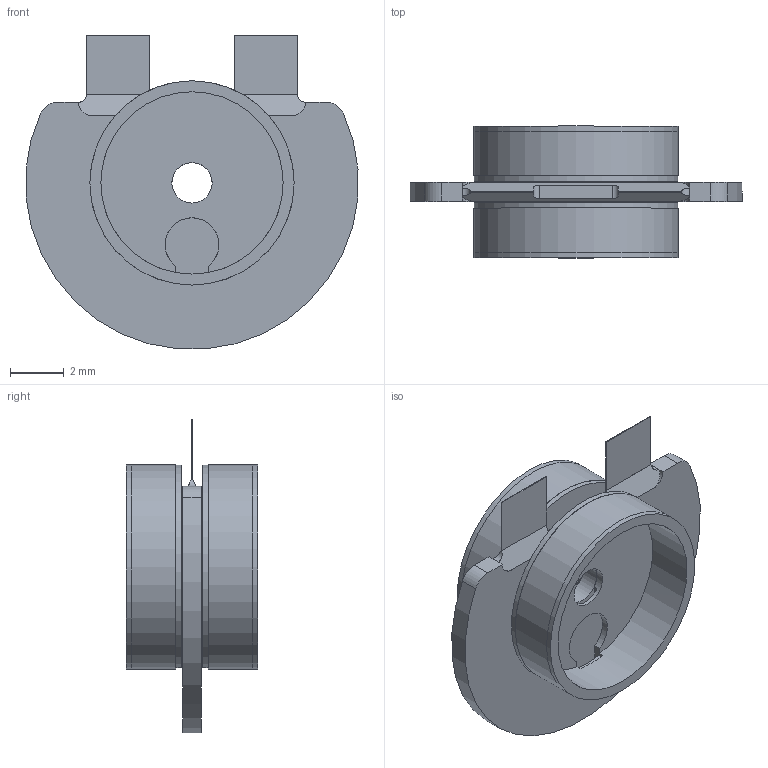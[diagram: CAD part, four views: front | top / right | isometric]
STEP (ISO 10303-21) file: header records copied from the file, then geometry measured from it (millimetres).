
FILE_DESCRIPTION(/* description */ (''),/* implementation_level */ '2;1');
FILE_NAME(/* name */ 'Accel_v4.stp',/* time_stamp */ '2021-10-16T10:12:17+03:00',/* author */ ('Dmitriam'),/* organization */ (''),/* preprocessor_version */ 'ST-DEVELOPER v17',/* originating_system */ 'Autodesk Inventor 2019',/* authorisation */ '');
FILE_SCHEMA (('AUTOMOTIVE_DESIGN { 1 0 10303 214 3 1 1 }'));
Length unit declared in the file: millimetre
Products named in the file (4): sborka; ChEl; Каркас; Кутушка
Assembly tree (5 placements, depth 2):
  sborka
    ChEl
    Каркас  x2
    Кутушка  x2
Bounding box: 12.36 x 4.9 x 11.68 mm (x, y, z)
Volume: 118.7 mm3; surface area: 776.8 mm2
Topology: 5 solids, 5 shells, 75 faces, 211 edges, 144 vertices
Faces by surface type: plane 45, cylinder 30
Full cylindrical faces by diameter (mm): 1.5 x3, 6.785 x2, 7 x4, 7.6 x4
Entity records: 1867 total; most frequent: DIRECTION 323, CARTESIAN_POINT 298, ORIENTED_EDGE 284, EDGE_CURVE 142, AXIS2_PLACEMENT_3D 120, VERTEX_POINT 95, LINE 83, VECTOR 83
